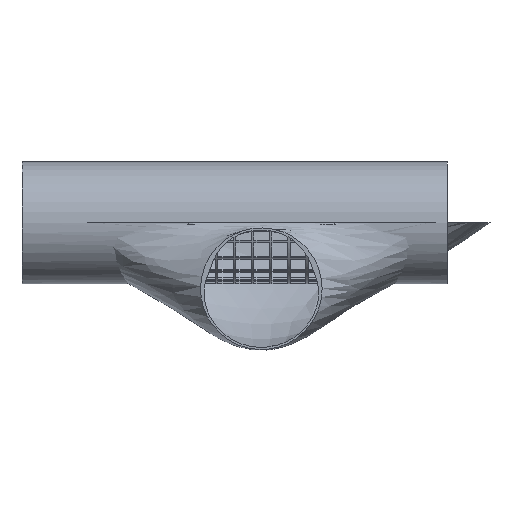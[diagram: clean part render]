
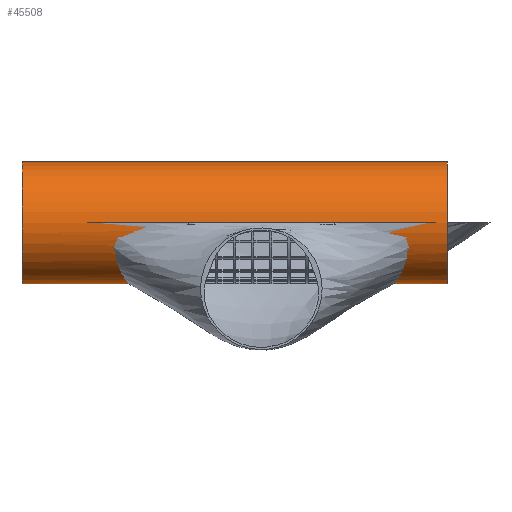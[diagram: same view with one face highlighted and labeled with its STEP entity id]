
A CAD part, top view. The second image highlights one B-rep face of the part: STEP entity #45508.
In plain terms, the highlighted cylindrical face has radius 57.15 mm (diameter 114.3 mm), a full revolution.
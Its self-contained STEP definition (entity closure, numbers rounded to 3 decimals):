
#2739 = CARTESIAN_POINT ( 'NONE',  ( -107.15, 0., -57.15 ) ) ;
#2766 = CARTESIAN_POINT ( 'NONE',  ( -242.85, 0., -57.15 ) ) ;
#3089 = EDGE_CURVE ( 'NONE', #60495, #60495, #25216, .T. ) ;
#4300 = AXIS2_PLACEMENT_3D ( 'NONE', #27284, #30315, #36717 ) ;
#5247 = CARTESIAN_POINT ( 'NONE',  ( 0., -57.15, 0. ) ) ;
#5811 = CARTESIAN_POINT ( 'NONE',  ( -242.85, 0., 57.15 ) ) ;
#6714 = VECTOR ( 'NONE', #28154, 1000. ) ;
#6782 = DIRECTION ( 'NONE',  ( 0., 1., 0. ) ) ;
#7424 = CARTESIAN_POINT ( 'NONE',  ( -400., 0., 0. ) ) ;
#7793 = CARTESIAN_POINT ( 'NONE',  ( -400., 0., 0. ) ) ;
#9127 = CARTESIAN_POINT ( 'NONE',  ( -107.15, 0., -57.15 ) ) ;
#10536 =( BOUNDED_CURVE ( )  B_SPLINE_CURVE ( 3, ( #2766, #50333, #42436, #5811 ),
 .UNSPECIFIED., .F., .F. ) 
 B_SPLINE_CURVE_WITH_KNOTS ( ( 4, 4 ),
 ( 1.571, 4.712 ),
 .UNSPECIFIED. ) 
 CURVE ( )  GEOMETRIC_REPRESENTATION_ITEM ( )  RATIONAL_B_SPLINE_CURVE ( ( 1., 0.333, 0.333, 1. ) ) 
 REPRESENTATION_ITEM ( '' )  );
#10774 = CARTESIAN_POINT ( 'NONE',  ( -107.15, 0., -57.15 ) ) ;
#11714 = AXIS2_PLACEMENT_3D ( 'NONE', #7793, #41602, #12989 ) ;
#12375 = CARTESIAN_POINT ( 'NONE',  ( -242.85, 0., -57.15 ) ) ;
#12827 = LINE ( 'NONE', #2739, #32177 ) ;
#12989 = DIRECTION ( 'NONE',  ( 0., -1., 0. ) ) ;
#15958 = CARTESIAN_POINT ( 'NONE',  ( -400., -57.15, 0. ) ) ;
#16538 = FACE_OUTER_BOUND ( 'NONE', #29154, .T. ) ;
#17177 = DIRECTION ( 'NONE',  ( 1., 0., 0. ) ) ;
#20043 =( BOUNDED_CURVE ( )  B_SPLINE_CURVE ( 3, ( #36438, #26055, #45885, #10774 ),
 .UNSPECIFIED., .F., .T. ) 
 B_SPLINE_CURVE_WITH_KNOTS ( ( 4, 4 ),
 ( 4.712, 7.854 ),
 .UNSPECIFIED. ) 
 CURVE ( )  GEOMETRIC_REPRESENTATION_ITEM ( )  RATIONAL_B_SPLINE_CURVE ( ( 1., 0.333, 0.333, 1. ) ) 
 REPRESENTATION_ITEM ( '' )  );
#22059 = AXIS2_PLACEMENT_3D ( 'NONE', #7424, #17177, #6782 ) ;
#22311 = LINE ( 'NONE', #52854, #6714 ) ;
#23358 = ORIENTED_EDGE ( 'NONE', *, *, #50701, .T. ) ;
#23502 = EDGE_LOOP ( 'NONE', ( #23358 ) ) ;
#23656 = EDGE_LOOP ( 'NONE', ( #56594, #63033, #27799, #40505 ) ) ;
#25216 = CIRCLE ( 'NONE', #11714, 57.15 ) ;
#26055 = CARTESIAN_POINT ( 'NONE',  ( 7.15, -114.3, 57.15 ) ) ;
#27284 = CARTESIAN_POINT ( 'NONE',  ( 0., 0., 0. ) ) ;
#27799 = ORIENTED_EDGE ( 'NONE', *, *, #28288, .T. ) ;
#28154 = DIRECTION ( 'NONE',  ( 1., 0., 0. ) ) ;
#28288 = EDGE_CURVE ( 'NONE', #31716, #55769, #20043, .T. ) ;
#29154 = EDGE_LOOP ( 'NONE', ( #34846 ) ) ;
#30315 = DIRECTION ( 'NONE',  ( -1., 0., 0. ) ) ;
#30570 = EDGE_CURVE ( 'NONE', #38986, #31716, #22311, .T. ) ;
#31716 = VERTEX_POINT ( 'NONE', #55626 ) ;
#32177 = VECTOR ( 'NONE', #52485, 1000. ) ;
#32607 = EDGE_CURVE ( 'NONE', #33317, #38986, #10536, .T. ) ;
#33317 = VERTEX_POINT ( 'NONE', #12375 ) ;
#34846 = ORIENTED_EDGE ( 'NONE', *, *, #3089, .F. ) ;
#36438 = CARTESIAN_POINT ( 'NONE',  ( -107.15, 0., 57.15 ) ) ;
#36717 = DIRECTION ( 'NONE',  ( 0., -1., 0. ) ) ;
#38986 = VERTEX_POINT ( 'NONE', #41436 ) ;
#40162 = EDGE_CURVE ( 'NONE', #55769, #33317, #12827, .T. ) ;
#40505 = ORIENTED_EDGE ( 'NONE', *, *, #40162, .T. ) ;
#41436 = CARTESIAN_POINT ( 'NONE',  ( -242.85, 0., 57.15 ) ) ;
#41602 = DIRECTION ( 'NONE',  ( -1., 0., 0. ) ) ;
#42436 = CARTESIAN_POINT ( 'NONE',  ( -357.15, -114.3, 57.15 ) ) ;
#45508 = ADVANCED_FACE ( 'NONE', ( #56829, #16538, #62041 ), #56199, .T. ) ;
#45549 = VERTEX_POINT ( 'NONE', #5247 ) ;
#45885 = CARTESIAN_POINT ( 'NONE',  ( 7.15, -114.3, -57.15 ) ) ;
#50333 = CARTESIAN_POINT ( 'NONE',  ( -357.15, -114.3, -57.15 ) ) ;
#50701 = EDGE_CURVE ( 'NONE', #45549, #45549, #54144, .T. ) ;
#52485 = DIRECTION ( 'NONE',  ( -1., 0., 0. ) ) ;
#52854 = CARTESIAN_POINT ( 'NONE',  ( -107.15, 0., 57.15 ) ) ;
#54144 = CIRCLE ( 'NONE', #4300, 57.15 ) ;
#55626 = CARTESIAN_POINT ( 'NONE',  ( -107.15, 0., 57.15 ) ) ;
#55769 = VERTEX_POINT ( 'NONE', #9127 ) ;
#56199 = CYLINDRICAL_SURFACE ( 'NONE', #22059, 57.15 ) ;
#56594 = ORIENTED_EDGE ( 'NONE', *, *, #32607, .T. ) ;
#56829 = FACE_BOUND ( 'NONE', #23656, .T. ) ;
#60495 = VERTEX_POINT ( 'NONE', #15958 ) ;
#62041 = FACE_OUTER_BOUND ( 'NONE', #23502, .T. ) ;
#63033 = ORIENTED_EDGE ( 'NONE', *, *, #30570, .T. ) ;
